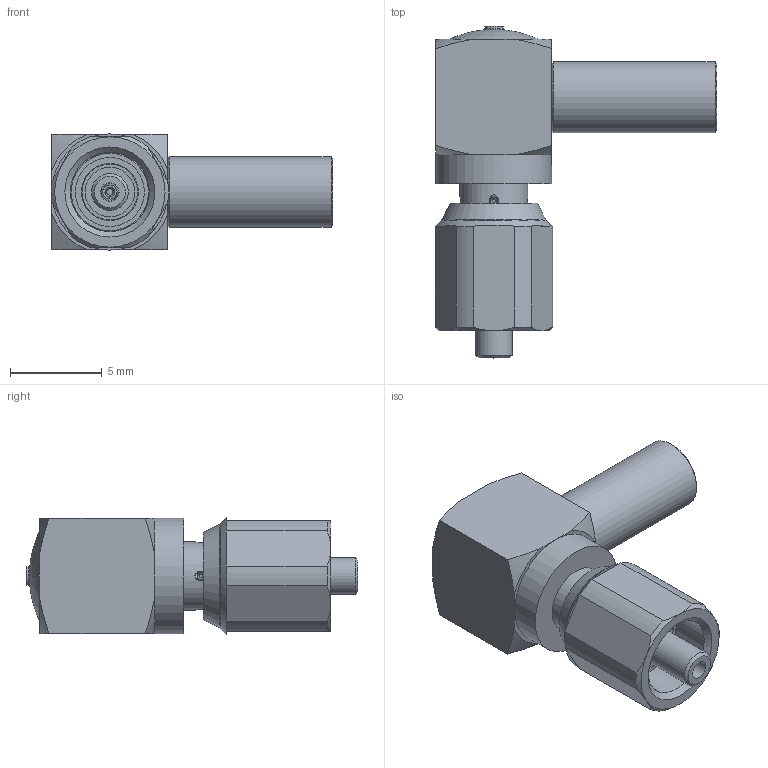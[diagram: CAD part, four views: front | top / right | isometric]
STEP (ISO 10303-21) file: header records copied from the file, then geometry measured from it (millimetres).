
FILE_DESCRIPTION (( 'STEP AP203' ), '1' );
FILE_NAME ('R112.186.000K.STEP', '2012-05-10T09:10:07', ( '' ), ( '' ), 'SwSTEP 2.0', 'SolidWorks 2011', '' );
FILE_SCHEMA (( 'CONFIG_CONTROL_DESIGN' ));
Length unit declared in the file: millimetre
Products named in the file (1): R112.186.000K
Bounding box: 15.32 x 18.05 x 6.33 mm (x, y, z)
Volume: 520.4 mm3; surface area: 987.3 mm2
Topology: 1 solids, 1 shells, 133 faces, 311 edges, 201 vertices
Faces by surface type: cone 46, plane 41, cylinder 28, bspline 18
Full cylindrical faces by diameter (mm): 1 x2, 1.72 x1, 2 x1, 2.65 x1, 2.7 x1, 3.02 x1, 3.101 x1, 3.25 x1, 3.7 x1, 3.75 x1, 3.86 x1, 4.2 x1, 4.3 x1, 5.5 x1, 5.6 x1, 6.3 x1
Entity records: 4436 total; most frequent: CARTESIAN_POINT 1722, ORIENTED_EDGE 530, DIRECTION 505, EDGE_CURVE 265, AXIS2_PLACEMENT_3D 228, VERTEX_POINT 189, EDGE_LOOP 188, FACE_OUTER_BOUND 150
